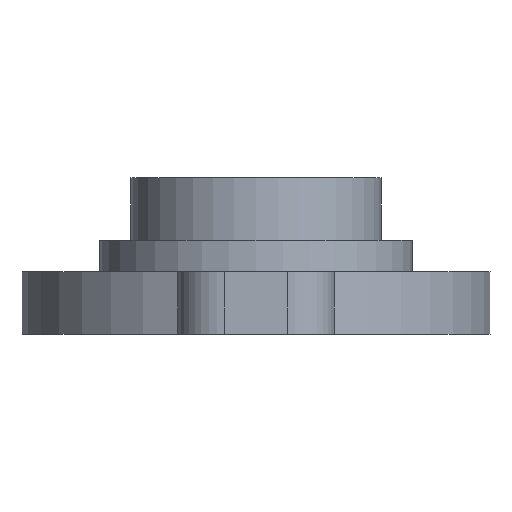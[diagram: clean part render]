
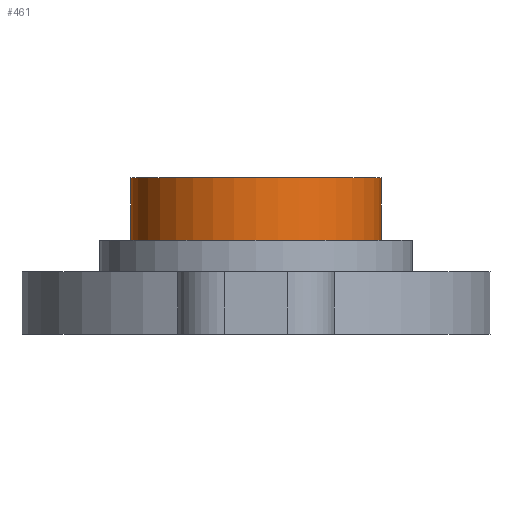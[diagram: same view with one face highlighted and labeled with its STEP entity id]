
A CAD part, left-side view. The second image highlights one B-rep face of the part: STEP entity #461.
In plain terms, the highlighted cylindrical face has radius 4 mm (diameter 8 mm), a full revolution.
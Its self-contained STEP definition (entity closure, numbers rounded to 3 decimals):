
#23=CYLINDRICAL_SURFACE('',#519,4.);
#52=FACE_OUTER_BOUND('',#80,.T.);
#80=EDGE_LOOP('',(#397,#398,#399,#400));
#128=LINE('',#786,#171);
#171=VECTOR('',#653,4.);
#190=CIRCLE('',#517,4.);
#191=CIRCLE('',#520,4.);
#232=VERTEX_POINT('',#778);
#233=VERTEX_POINT('',#784);
#292=EDGE_CURVE('',#232,#232,#190,.T.);
#295=EDGE_CURVE('',#233,#233,#191,.T.);
#296=EDGE_CURVE('',#233,#232,#128,.T.);
#397=ORIENTED_EDGE('',*,*,#295,.F.);
#398=ORIENTED_EDGE('',*,*,#296,.T.);
#399=ORIENTED_EDGE('',*,*,#292,.T.);
#400=ORIENTED_EDGE('',*,*,#296,.F.);
#461=ADVANCED_FACE('',(#52),#23,.T.);
#517=AXIS2_PLACEMENT_3D('',#779,#643,#644);
#519=AXIS2_PLACEMENT_3D('',#783,#649,#650);
#520=AXIS2_PLACEMENT_3D('',#785,#651,#652);
#643=DIRECTION('center_axis',(0.,0.,1.));
#644=DIRECTION('ref_axis',(1.,0.,0.));
#649=DIRECTION('center_axis',(0.,0.,1.));
#650=DIRECTION('ref_axis',(1.,0.,0.));
#651=DIRECTION('center_axis',(0.,0.,1.));
#652=DIRECTION('ref_axis',(1.,0.,0.));
#653=DIRECTION('',(0.,0.,-1.));
#778=CARTESIAN_POINT('',(-4.,0.,3.));
#779=CARTESIAN_POINT('Origin',(0.,0.,3.));
#783=CARTESIAN_POINT('Origin',(0.,0.,0.));
#784=CARTESIAN_POINT('',(-4.,0.,5.));
#785=CARTESIAN_POINT('Origin',(0.,0.,5.));
#786=CARTESIAN_POINT('',(-4.,0.,0.));
